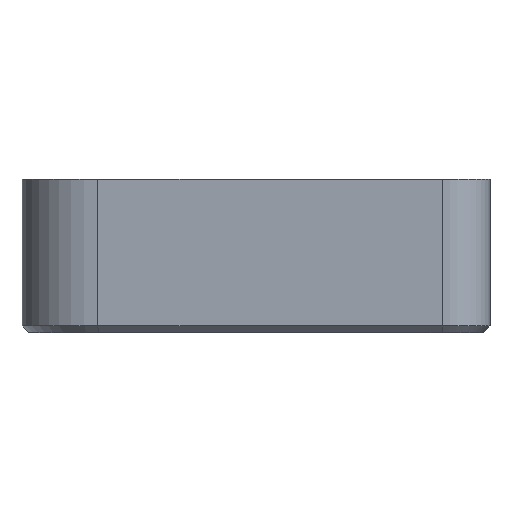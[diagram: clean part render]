
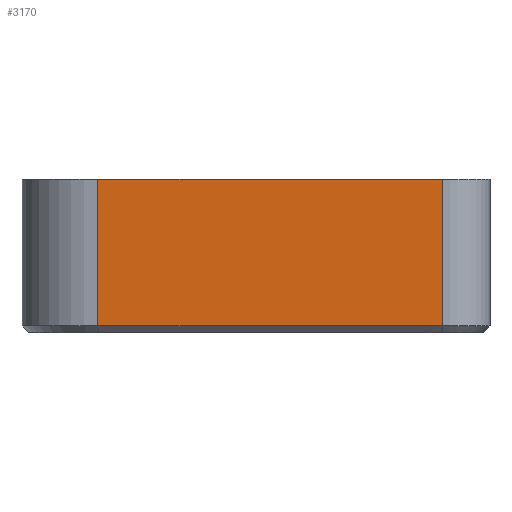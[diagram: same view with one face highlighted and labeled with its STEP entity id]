
A CAD part, left-side view. The second image highlights one B-rep face of the part: STEP entity #3170.
In plain terms, the highlighted planar face has unit normal (-0.996, 0.087, 0).
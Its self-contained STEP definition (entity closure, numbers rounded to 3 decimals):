
#316=FACE_OUTER_BOUND('',#499,.T.);
#499=EDGE_LOOP('',(#2803,#2804,#2805,#2806));
#716=LINE('',#4644,#1002);
#937=LINE('',#5583,#1223);
#938=LINE('',#5587,#1224);
#939=LINE('',#5588,#1225);
#1002=VECTOR('',#3675,10.);
#1223=VECTOR('',#4454,10.);
#1224=VECTOR('',#4459,10.);
#1225=VECTOR('',#4460,10.);
#1287=VERTEX_POINT('',#4634);
#1289=VERTEX_POINT('',#4640);
#1527=VERTEX_POINT('',#5582);
#1528=VERTEX_POINT('',#5586);
#1612=EDGE_CURVE('',#1287,#1289,#716,.T.);
#1980=EDGE_CURVE('',#1527,#1289,#937,.T.);
#1982=EDGE_CURVE('',#1528,#1287,#938,.T.);
#1983=EDGE_CURVE('',#1528,#1527,#939,.T.);
#2803=ORIENTED_EDGE('',*,*,#1612,.F.);
#2804=ORIENTED_EDGE('',*,*,#1982,.F.);
#2805=ORIENTED_EDGE('',*,*,#1983,.T.);
#2806=ORIENTED_EDGE('',*,*,#1980,.T.);
#3001=PLANE('',#3516);
#3170=ADVANCED_FACE('',(#316),#3001,.T.);
#3516=AXIS2_PLACEMENT_3D('',#5585,#4457,#4458);
#3675=DIRECTION('',(0.087,0.996,0.));
#4454=DIRECTION('',(0.,0.,-1.));
#4457=DIRECTION('center_axis',(-0.996,0.087,0.));
#4458=DIRECTION('ref_axis',(0.087,0.996,0.));
#4459=DIRECTION('',(0.,0.,-1.));
#4460=DIRECTION('',(0.087,0.996,0.));
#4634=CARTESIAN_POINT('',(-183.41,-56.128,-33.5));
#4640=CARTESIAN_POINT('',(-176.517,22.656,-33.5));
#4644=CARTESIAN_POINT('',(-181.098,-29.705,-33.5));
#5582=CARTESIAN_POINT('',(-176.517,22.656,0.));
#5583=CARTESIAN_POINT('',(-176.517,22.656,0.));
#5585=CARTESIAN_POINT('Origin',(-183.41,-56.128,0.));
#5586=CARTESIAN_POINT('',(-183.41,-56.128,0.));
#5587=CARTESIAN_POINT('',(-183.41,-56.128,0.));
#5588=CARTESIAN_POINT('',(-183.41,-56.128,0.));
